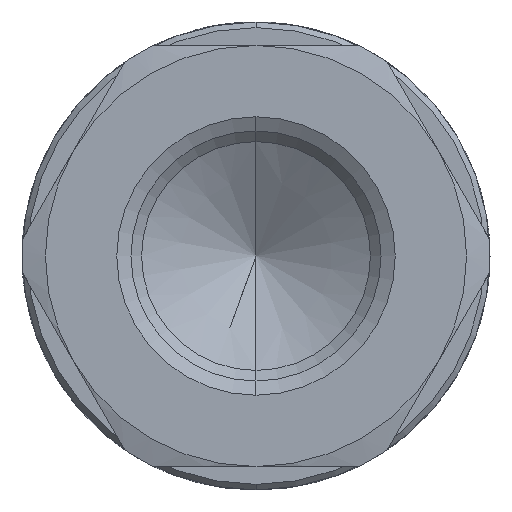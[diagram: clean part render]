
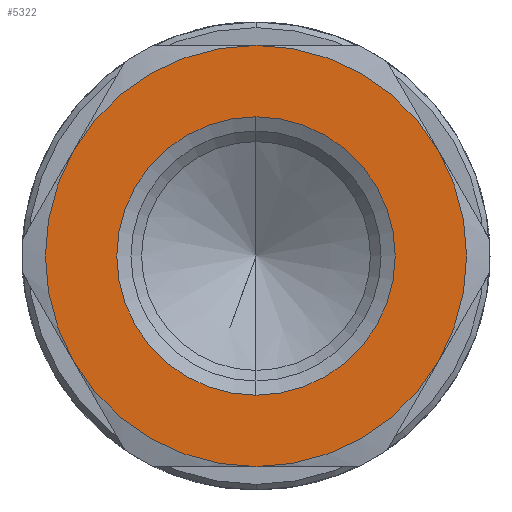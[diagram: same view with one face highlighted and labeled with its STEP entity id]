
A CAD part, left-side view. The second image highlights one B-rep face of the part: STEP entity #5322.
In plain terms, the highlighted planar face has unit normal (-1, 0, 0).
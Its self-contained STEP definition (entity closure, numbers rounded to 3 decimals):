
#17 = EDGE_CURVE ( 'NONE', #7769, #10080, #6236, .T. ) ;
#239 = EDGE_CURVE ( 'NONE', #7196, #7019, #1360, .T. ) ;
#328 = ORIENTED_EDGE ( 'NONE', *, *, #239, .T. ) ;
#439 = EDGE_CURVE ( 'NONE', #10080, #7769, #4765, .T. ) ;
#773 = CARTESIAN_POINT ( 'NONE',  ( 740.45, 787.079, 18.885 ) ) ;
#906 = CARTESIAN_POINT ( 'NONE',  ( 740.45, 787.079, 0. ) ) ;
#975 = DIRECTION ( 'NONE',  ( 0., 0., 1. ) ) ;
#1124 = CIRCLE ( 'NONE', #6499, 28.575 ) ;
#1360 = CIRCLE ( 'NONE', #9907, 28.575 ) ;
#1395 = CARTESIAN_POINT ( 'NONE',  ( 740.45, 787.079, 0. ) ) ;
#1453 = CIRCLE ( 'NONE', #4751, 28.575 ) ;
#1622 = AXIS2_PLACEMENT_3D ( 'NONE', #10045, #8452, #4569 ) ;
#1648 = EDGE_CURVE ( 'NONE', #4946, #7196, #4632, .T. ) ;
#1911 = EDGE_CURVE ( 'NONE', #9253, #8826, #6918, .T. ) ;
#2004 = DIRECTION ( 'NONE',  ( -1., 0., 0. ) ) ;
#2029 = CARTESIAN_POINT ( 'NONE',  ( 740.45, 787.079, 0. ) ) ;
#2058 = CARTESIAN_POINT ( 'NONE',  ( 740.45, 787.079, 0. ) ) ;
#2108 = AXIS2_PLACEMENT_3D ( 'NONE', #8460, #2004, #6940 ) ;
#2198 = DIRECTION ( 'NONE',  ( -1., 0., 0. ) ) ;
#2262 = EDGE_CURVE ( 'NONE', #5545, #4946, #2345, .T. ) ;
#2345 = CIRCLE ( 'NONE', #5437, 28.575 ) ;
#2404 = AXIS2_PLACEMENT_3D ( 'NONE', #906, #6611, #975 ) ;
#2979 = CARTESIAN_POINT ( 'NONE',  ( 740.45, 787.079, 0. ) ) ;
#3056 = ORIENTED_EDGE ( 'NONE', *, *, #439, .F. ) ;
#3058 = CARTESIAN_POINT ( 'NONE',  ( 740.45, 787.079, -18.885 ) ) ;
#3136 = EDGE_CURVE ( 'NONE', #7019, #9253, #1124, .T. ) ;
#3393 = AXIS2_PLACEMENT_3D ( 'NONE', #5588, #9791, #6504 ) ;
#3740 = ORIENTED_EDGE ( 'NONE', *, *, #17, .F. ) ;
#3765 = DIRECTION ( 'NONE',  ( 0., 0., 1. ) ) ;
#4569 = DIRECTION ( 'NONE',  ( 0., 0., -1. ) ) ;
#4570 = DIRECTION ( 'NONE',  ( 0., 0., 1. ) ) ;
#4632 = CIRCLE ( 'NONE', #2404, 28.575 ) ;
#4634 = ORIENTED_EDGE ( 'NONE', *, *, #3136, .T. ) ;
#4647 = FACE_BOUND ( 'NONE', #6774, .T. ) ;
#4751 = AXIS2_PLACEMENT_3D ( 'NONE', #6277, #5295, #9352 ) ;
#4765 = CIRCLE ( 'NONE', #3393, 18.885 ) ;
#4933 = ORIENTED_EDGE ( 'NONE', *, *, #1911, .T. ) ;
#4946 = VERTEX_POINT ( 'NONE', #8540 ) ;
#5265 = DIRECTION ( 'NONE',  ( -1., 0., 0. ) ) ;
#5295 = DIRECTION ( 'NONE',  ( -1., 0., 0. ) ) ;
#5322 = ADVANCED_FACE ( 'NONE', ( #4647, #7338 ), #7570, .F. ) ;
#5437 = AXIS2_PLACEMENT_3D ( 'NONE', #2058, #7728, #7698 ) ;
#5545 = VERTEX_POINT ( 'NONE', #8130 ) ;
#5588 = CARTESIAN_POINT ( 'NONE',  ( 740.45, 787.079, 0. ) ) ;
#5703 = EDGE_LOOP ( 'NONE', ( #4634, #4933, #8747, #9260, #8546, #328 ) ) ;
#5848 = AXIS2_PLACEMENT_3D ( 'NONE', #1395, #2198, #6241 ) ;
#6236 = CIRCLE ( 'NONE', #2108, 18.885 ) ;
#6241 = DIRECTION ( 'NONE',  ( 0., 0., 1. ) ) ;
#6277 = CARTESIAN_POINT ( 'NONE',  ( 740.45, 787.079, 0. ) ) ;
#6499 = AXIS2_PLACEMENT_3D ( 'NONE', #2979, #5265, #3765 ) ;
#6504 = DIRECTION ( 'NONE',  ( 0., 0., 1. ) ) ;
#6546 = EDGE_CURVE ( 'NONE', #8826, #5545, #1453, .T. ) ;
#6611 = DIRECTION ( 'NONE',  ( -1., 0., 0. ) ) ;
#6774 = EDGE_LOOP ( 'NONE', ( #3056, #3740 ) ) ;
#6918 = CIRCLE ( 'NONE', #5848, 28.575 ) ;
#6940 = DIRECTION ( 'NONE',  ( 0., 0., 1. ) ) ;
#7019 = VERTEX_POINT ( 'NONE', #7482 ) ;
#7196 = VERTEX_POINT ( 'NONE', #9416 ) ;
#7338 = FACE_OUTER_BOUND ( 'NONE', #5703, .T. ) ;
#7482 = CARTESIAN_POINT ( 'NONE',  ( 740.45, 787.079, 28.575 ) ) ;
#7502 = CARTESIAN_POINT ( 'NONE',  ( 740.45, 811.826, 14.287 ) ) ;
#7570 = PLANE ( 'NONE',  #1622 ) ;
#7644 = CARTESIAN_POINT ( 'NONE',  ( 740.45, 811.826, -14.288 ) ) ;
#7698 = DIRECTION ( 'NONE',  ( 0., 0., 1. ) ) ;
#7702 = DIRECTION ( 'NONE',  ( -1., 0., 0. ) ) ;
#7728 = DIRECTION ( 'NONE',  ( -1., 0., 0. ) ) ;
#7769 = VERTEX_POINT ( 'NONE', #3058 ) ;
#8130 = CARTESIAN_POINT ( 'NONE',  ( 740.45, 787.079, -28.575 ) ) ;
#8452 = DIRECTION ( 'NONE',  ( 1., 0., 0. ) ) ;
#8460 = CARTESIAN_POINT ( 'NONE',  ( 740.45, 787.079, 0. ) ) ;
#8540 = CARTESIAN_POINT ( 'NONE',  ( 740.45, 762.333, -14.288 ) ) ;
#8546 = ORIENTED_EDGE ( 'NONE', *, *, #1648, .T. ) ;
#8747 = ORIENTED_EDGE ( 'NONE', *, *, #6546, .T. ) ;
#8826 = VERTEX_POINT ( 'NONE', #7644 ) ;
#9253 = VERTEX_POINT ( 'NONE', #7502 ) ;
#9260 = ORIENTED_EDGE ( 'NONE', *, *, #2262, .T. ) ;
#9352 = DIRECTION ( 'NONE',  ( 0., 0., 1. ) ) ;
#9416 = CARTESIAN_POINT ( 'NONE',  ( 740.45, 762.333, 14.287 ) ) ;
#9791 = DIRECTION ( 'NONE',  ( -1., 0., 0. ) ) ;
#9907 = AXIS2_PLACEMENT_3D ( 'NONE', #2029, #7702, #4570 ) ;
#10045 = CARTESIAN_POINT ( 'NONE',  ( 740.45, 805.964, 0. ) ) ;
#10080 = VERTEX_POINT ( 'NONE', #773 ) ;
